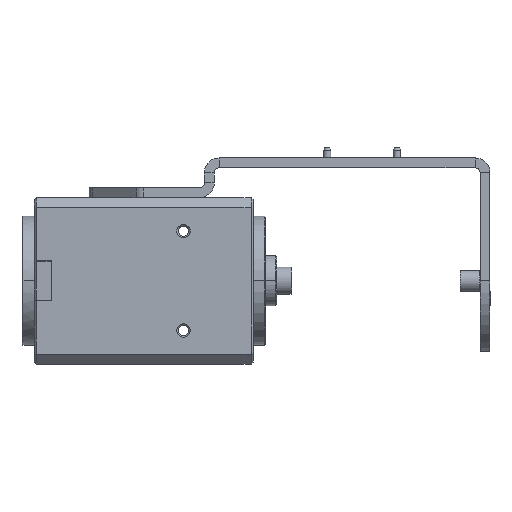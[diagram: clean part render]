
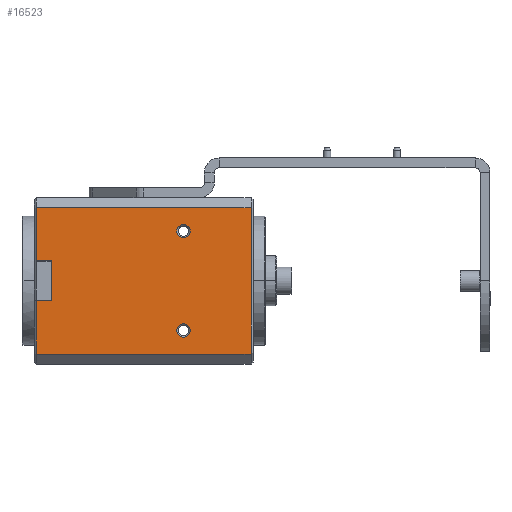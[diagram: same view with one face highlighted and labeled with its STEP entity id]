
A CAD part, front view. The second image highlights one B-rep face of the part: STEP entity #16523.
In plain terms, the highlighted planar face has unit normal (0, -1, 0).
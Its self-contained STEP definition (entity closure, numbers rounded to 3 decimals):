
#4 = LINE ( 'NONE', #14250, #1666 ) ;
#27 = CARTESIAN_POINT ( 'NONE',  ( 11.741, -34.423, -10.866 ) ) ;
#53 = FACE_OUTER_BOUND ( 'NONE', #5426, .T. ) ;
#218 = VERTEX_POINT ( 'NONE', #3359 ) ;
#366 = DIRECTION ( 'NONE',  ( -1., 0., 0. ) ) ;
#646 = EDGE_CURVE ( 'NONE', #6113, #9962, #5488, .T. ) ;
#688 = AXIS2_PLACEMENT_3D ( 'NONE', #9651, #3789, #15644 ) ;
#1024 = VERTEX_POINT ( 'NONE', #18331 ) ;
#1104 = VECTOR ( 'NONE', #10765, 1000. ) ;
#1233 = LINE ( 'NONE', #2524, #7853 ) ;
#1666 = VECTOR ( 'NONE', #11286, 1000. ) ;
#1747 = LINE ( 'NONE', #5458, #17218 ) ;
#1834 = CARTESIAN_POINT ( 'NONE',  ( 54.941, -34.423, -10.866 ) ) ;
#1845 = EDGE_CURVE ( 'NONE', #11670, #218, #19376, .T. ) ;
#1909 = LINE ( 'NONE', #8097, #3817 ) ;
#2081 = CARTESIAN_POINT ( 'NONE',  ( 14.841, -34.423, -29.616 ) ) ;
#2152 = DIRECTION ( 'NONE',  ( 0., 1., 0. ) ) ;
#2271 = CARTESIAN_POINT ( 'NONE',  ( 41.341, -34.423, -35.616 ) ) ;
#2293 = ORIENTED_EDGE ( 'NONE', *, *, #7115, .F. ) ;
#2333 = DIRECTION ( 'NONE',  ( 0., 0., 1. ) ) ;
#2439 = VERTEX_POINT ( 'NONE', #6925 ) ;
#2522 = CARTESIAN_POINT ( 'NONE',  ( 41.341, -34.423, -35.616 ) ) ;
#2524 = CARTESIAN_POINT ( 'NONE',  ( 11.741, -34.423, -21.616 ) ) ;
#2551 = EDGE_CURVE ( 'NONE', #1024, #19024, #1233, .T. ) ;
#2934 = EDGE_CURVE ( 'NONE', #16921, #11532, #19471, .T. ) ;
#3359 = CARTESIAN_POINT ( 'NONE',  ( 41.341, -34.423, -34.266 ) ) ;
#3789 = DIRECTION ( 'NONE',  ( 0., -1., 0. ) ) ;
#3817 = VECTOR ( 'NONE', #366, 1000. ) ;
#4640 = CARTESIAN_POINT ( 'NONE',  ( 11.741, -34.423, -29.616 ) ) ;
#4958 = CARTESIAN_POINT ( 'NONE',  ( 11.741, -34.423, -29.616 ) ) ;
#5063 = ORIENTED_EDGE ( 'NONE', *, *, #1845, .T. ) ;
#5130 = LINE ( 'NONE', #6048, #1104 ) ;
#5191 = DIRECTION ( 'NONE',  ( 0., 0., -1. ) ) ;
#5195 = EDGE_CURVE ( 'NONE', #1024, #9962, #5130, .T. ) ;
#5426 = EDGE_LOOP ( 'NONE', ( #8339, #6101, #6792, #14984, #11159, #5826, #2293, #12452 ) ) ;
#5458 = CARTESIAN_POINT ( 'NONE',  ( 14.841, -34.423, -29.616 ) ) ;
#5488 = LINE ( 'NONE', #1834, #18335 ) ;
#5795 = CARTESIAN_POINT ( 'NONE',  ( 41.341, -34.423, -16.966 ) ) ;
#5826 = ORIENTED_EDGE ( 'NONE', *, *, #14656, .F. ) ;
#5968 = VERTEX_POINT ( 'NONE', #2081 ) ;
#6048 = CARTESIAN_POINT ( 'NONE',  ( 11.741, -34.423, -21.616 ) ) ;
#6101 = ORIENTED_EDGE ( 'NONE', *, *, #5195, .F. ) ;
#6113 = VERTEX_POINT ( 'NONE', #19122 ) ;
#6792 = ORIENTED_EDGE ( 'NONE', *, *, #2551, .T. ) ;
#6925 = CARTESIAN_POINT ( 'NONE',  ( 11.741, -34.423, -40.366 ) ) ;
#7023 = EDGE_CURVE ( 'NONE', #6113, #19180, #11787, .T. ) ;
#7115 = EDGE_CURVE ( 'NONE', #19180, #2439, #1909, .T. ) ;
#7553 = ORIENTED_EDGE ( 'NONE', *, *, #10364, .F. ) ;
#7853 = VECTOR ( 'NONE', #16110, 1000. ) ;
#8097 = CARTESIAN_POINT ( 'NONE',  ( 54.941, -34.423, -40.366 ) ) ;
#8339 = ORIENTED_EDGE ( 'NONE', *, *, #646, .T. ) ;
#8433 = DIRECTION ( 'NONE',  ( 0., 1., 0. ) ) ;
#8558 = DIRECTION ( 'NONE',  ( 0., 0., 1. ) ) ;
#9097 = EDGE_CURVE ( 'NONE', #218, #11670, #18976, .T. ) ;
#9497 = AXIS2_PLACEMENT_3D ( 'NONE', #12496, #15429, #16767 ) ;
#9651 = CARTESIAN_POINT ( 'NONE',  ( 41.341, -34.423, -15.616 ) ) ;
#9962 = VERTEX_POINT ( 'NONE', #27 ) ;
#10021 = FACE_BOUND ( 'NONE', #16851, .T. ) ;
#10220 = AXIS2_PLACEMENT_3D ( 'NONE', #2522, #8433, #2333 ) ;
#10364 = EDGE_CURVE ( 'NONE', #11532, #16921, #16963, .T. ) ;
#10765 = DIRECTION ( 'NONE',  ( 0., 0., 1. ) ) ;
#10832 = PLANE ( 'NONE',  #13753 ) ;
#10863 = VECTOR ( 'NONE', #5191, 1000. ) ;
#11159 = ORIENTED_EDGE ( 'NONE', *, *, #13299, .F. ) ;
#11286 = DIRECTION ( 'NONE',  ( 0., 0., 1. ) ) ;
#11532 = VERTEX_POINT ( 'NONE', #11625 ) ;
#11625 = CARTESIAN_POINT ( 'NONE',  ( 41.341, -34.423, -14.266 ) ) ;
#11670 = VERTEX_POINT ( 'NONE', #17202 ) ;
#11787 = LINE ( 'NONE', #12198, #10863 ) ;
#12198 = CARTESIAN_POINT ( 'NONE',  ( 54.941, -34.423, -10.866 ) ) ;
#12367 = DIRECTION ( 'NONE',  ( -1., 0., 0. ) ) ;
#12452 = ORIENTED_EDGE ( 'NONE', *, *, #7023, .F. ) ;
#12496 = CARTESIAN_POINT ( 'NONE',  ( 41.341, -34.423, -15.616 ) ) ;
#12818 = DIRECTION ( 'NONE',  ( 0., 0., -1. ) ) ;
#12980 = LINE ( 'NONE', #4640, #13915 ) ;
#13073 = CARTESIAN_POINT ( 'NONE',  ( 14.841, -34.423, -21.616 ) ) ;
#13299 = EDGE_CURVE ( 'NONE', #18249, #5968, #12980, .T. ) ;
#13689 = DIRECTION ( 'NONE',  ( 1., 0., 0. ) ) ;
#13753 = AXIS2_PLACEMENT_3D ( 'NONE', #16929, #16740, #15516 ) ;
#13915 = VECTOR ( 'NONE', #13689, 1000. ) ;
#14250 = CARTESIAN_POINT ( 'NONE',  ( 11.741, -34.423, -40.366 ) ) ;
#14642 = ORIENTED_EDGE ( 'NONE', *, *, #9097, .T. ) ;
#14656 = EDGE_CURVE ( 'NONE', #2439, #18249, #4, .T. ) ;
#14984 = ORIENTED_EDGE ( 'NONE', *, *, #16262, .F. ) ;
#15429 = DIRECTION ( 'NONE',  ( 0., -1., 0. ) ) ;
#15516 = DIRECTION ( 'NONE',  ( 0., 0., 1. ) ) ;
#15570 = FACE_BOUND ( 'NONE', #17542, .T. ) ;
#15644 = DIRECTION ( 'NONE',  ( 0., 0., -1. ) ) ;
#16110 = DIRECTION ( 'NONE',  ( 1., 0., 0. ) ) ;
#16262 = EDGE_CURVE ( 'NONE', #5968, #19024, #1747, .T. ) ;
#16523 = ADVANCED_FACE ( 'NONE', ( #53, #15570, #10021 ), #10832, .T. ) ;
#16529 = CARTESIAN_POINT ( 'NONE',  ( 54.941, -34.423, -40.366 ) ) ;
#16740 = DIRECTION ( 'NONE',  ( 0., -1., 0. ) ) ;
#16767 = DIRECTION ( 'NONE',  ( 0., 0., 1. ) ) ;
#16851 = EDGE_LOOP ( 'NONE', ( #14642, #5063 ) ) ;
#16883 = ORIENTED_EDGE ( 'NONE', *, *, #2934, .F. ) ;
#16921 = VERTEX_POINT ( 'NONE', #5795 ) ;
#16929 = CARTESIAN_POINT ( 'NONE',  ( 11.341, -34.423, -8.866 ) ) ;
#16963 = CIRCLE ( 'NONE', #9497, 1.35 ) ;
#17202 = CARTESIAN_POINT ( 'NONE',  ( 41.341, -34.423, -36.966 ) ) ;
#17218 = VECTOR ( 'NONE', #8558, 1000. ) ;
#17542 = EDGE_LOOP ( 'NONE', ( #16883, #7553 ) ) ;
#18249 = VERTEX_POINT ( 'NONE', #4958 ) ;
#18331 = CARTESIAN_POINT ( 'NONE',  ( 11.741, -34.423, -21.616 ) ) ;
#18335 = VECTOR ( 'NONE', #12367, 1000. ) ;
#18369 = AXIS2_PLACEMENT_3D ( 'NONE', #2271, #2152, #12818 ) ;
#18976 = CIRCLE ( 'NONE', #10220, 1.35 ) ;
#19024 = VERTEX_POINT ( 'NONE', #13073 ) ;
#19122 = CARTESIAN_POINT ( 'NONE',  ( 54.941, -34.423, -10.866 ) ) ;
#19180 = VERTEX_POINT ( 'NONE', #16529 ) ;
#19376 = CIRCLE ( 'NONE', #18369, 1.35 ) ;
#19471 = CIRCLE ( 'NONE', #688, 1.35 ) ;
